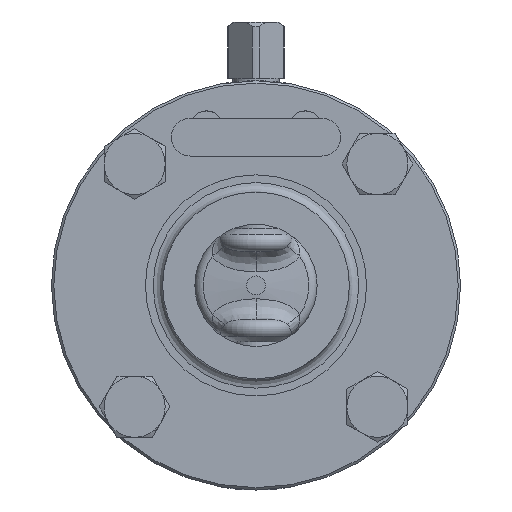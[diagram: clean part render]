
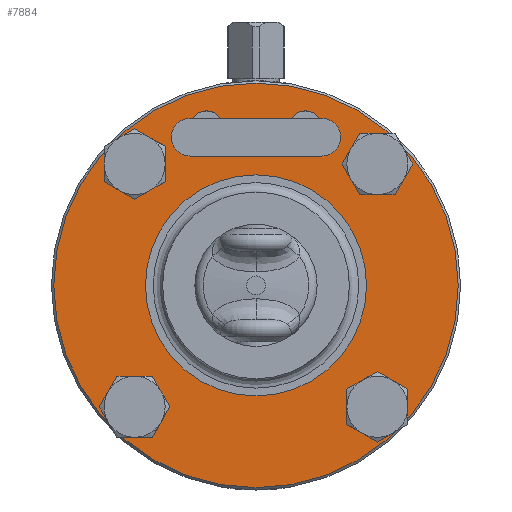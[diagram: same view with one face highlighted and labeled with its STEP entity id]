
A CAD part, left-side view. The second image highlights one B-rep face of the part: STEP entity #7884.
In plain terms, the highlighted planar face has unit normal (-1, 0, 0).
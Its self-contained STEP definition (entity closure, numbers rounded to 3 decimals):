
#367=CARTESIAN_POINT('',(-10.0,10.5,29.9));
#368=VERTEX_POINT('',#367);
#369=CARTESIAN_POINT('',(-10.0,10.5,33.5));
#370=DIRECTION('',(1.0,0.0,0.0));
#371=DIRECTION('',(0.0,0.0,-1.0));
#372=AXIS2_PLACEMENT_3D('',#369,#370,#371);
#373=CIRCLE('',#372,3.6);
#374=EDGE_CURVE('',#368,#368,#373,.T.);
#404=CARTESIAN_POINT('',(-10.0,-10.5,29.9));
#405=VERTEX_POINT('',#404);
#406=CARTESIAN_POINT('',(-10.0,-10.5,33.5));
#407=DIRECTION('',(1.0,0.0,0.0));
#408=DIRECTION('',(0.0,0.0,-1.0));
#409=AXIS2_PLACEMENT_3D('',#406,#407,#408);
#410=CIRCLE('',#409,3.6);
#411=EDGE_CURVE('',#405,#405,#410,.T.);
#1479=CARTESIAN_POINT('',(-10.,25.809,20.109));
#1480=VERTEX_POINT('',#1479);
#1481=CARTESIAN_POINT('',(-10.0,25.809,25.809));
#1482=DIRECTION('',(1.0,0.0,0.0));
#1483=DIRECTION('',(0.0,0.0,-1.0));
#1484=AXIS2_PLACEMENT_3D('',#1481,#1482,#1483);
#1485=CIRCLE('',#1484,5.7);
#1486=EDGE_CURVE('',#1480,#1480,#1485,.T.);
#2357=CARTESIAN_POINT('',(-10.,20.109,-25.809));
#2358=VERTEX_POINT('',#2357);
#2359=CARTESIAN_POINT('',(-10.0,25.809,-25.809));
#2360=DIRECTION('',(1.0,0.0,0.0));
#2361=DIRECTION('',(0.0,-1.0,0.0));
#2362=AXIS2_PLACEMENT_3D('',#2359,#2360,#2361);
#2363=CIRCLE('',#2362,5.7);
#2364=EDGE_CURVE('',#2358,#2358,#2363,.T.);
#3235=CARTESIAN_POINT('',(-10.,-25.809,-20.109));
#3236=VERTEX_POINT('',#3235);
#3237=CARTESIAN_POINT('',(-10.0,-25.809,-25.809));
#3238=DIRECTION('',(1.0,0.0,0.0));
#3239=DIRECTION('',(0.0,0.0,1.0));
#3240=AXIS2_PLACEMENT_3D('',#3237,#3238,#3239);
#3241=CIRCLE('',#3240,5.7);
#3242=EDGE_CURVE('',#3236,#3236,#3241,.T.);
#4113=CARTESIAN_POINT('',(-10.,-20.109,25.809));
#4114=VERTEX_POINT('',#4113);
#4115=CARTESIAN_POINT('',(-10.0,-25.809,25.809));
#4116=DIRECTION('',(1.0,0.0,0.0));
#4117=DIRECTION('',(0.0,1.0,0.0));
#4118=AXIS2_PLACEMENT_3D('',#4115,#4116,#4117);
#4119=CIRCLE('',#4118,5.7);
#4120=EDGE_CURVE('',#4114,#4114,#4119,.T.);
#7835=CARTESIAN_POINT('',(-10.0,-43.,0.));
#7836=VERTEX_POINT('',#7835);
#7837=CARTESIAN_POINT('',(-10.0,0.0,0.0));
#7838=DIRECTION('',(1.0,0.0,0.0));
#7839=DIRECTION('',(0.0,1.0,0.0));
#7840=AXIS2_PLACEMENT_3D('',#7837,#7838,#7839);
#7841=CIRCLE('',#7840,43.);
#7842=EDGE_CURVE('',#7836,#7836,#7841,.T.);
#7847=CARTESIAN_POINT('',(-10.0,-33.5,0.0));
#7848=DIRECTION('',(-1.0,0.0,0.0));
#7849=DIRECTION('',(0.0,0.0,-1.0));
#7850=AXIS2_PLACEMENT_3D('',#7847,#7848,#7849);
#7851=PLANE('',#7850);
#7852=ORIENTED_EDGE('',*,*,#7842,.F.);
#7853=EDGE_LOOP('',(#7852));
#7854=FACE_OUTER_BOUND('',#7853,.T.);
#7855=ORIENTED_EDGE('',*,*,#1486,.T.);
#7856=EDGE_LOOP('',(#7855));
#7857=FACE_BOUND('',#7856,.T.);
#7858=ORIENTED_EDGE('',*,*,#2364,.T.);
#7859=EDGE_LOOP('',(#7858));
#7860=FACE_BOUND('',#7859,.T.);
#7861=ORIENTED_EDGE('',*,*,#3242,.T.);
#7862=EDGE_LOOP('',(#7861));
#7863=FACE_BOUND('',#7862,.T.);
#7864=ORIENTED_EDGE('',*,*,#4120,.T.);
#7865=EDGE_LOOP('',(#7864));
#7866=FACE_BOUND('',#7865,.T.);
#7867=CARTESIAN_POINT('',(-10.,-23.5,0.0));
#7868=VERTEX_POINT('',#7867);
#7869=CARTESIAN_POINT('',(-10.,0.0,0.0));
#7870=DIRECTION('',(-1.0,0.0,0.0));
#7871=DIRECTION('',(0.0,-1.0,0.0));
#7872=AXIS2_PLACEMENT_3D('',#7869,#7870,#7871);
#7873=CIRCLE('',#7872,23.5);
#7874=EDGE_CURVE('',#7868,#7868,#7873,.T.);
#7875=ORIENTED_EDGE('',*,*,#7874,.F.);
#7876=EDGE_LOOP('',(#7875));
#7877=FACE_BOUND('',#7876,.T.);
#7878=ORIENTED_EDGE('',*,*,#411,.T.);
#7879=EDGE_LOOP('',(#7878));
#7880=FACE_BOUND('',#7879,.T.);
#7881=ORIENTED_EDGE('',*,*,#374,.T.);
#7882=EDGE_LOOP('',(#7881));
#7883=FACE_BOUND('',#7882,.T.);
#7884=ADVANCED_FACE('',(#7854,#7857,#7860,#7863,#7866,#7877,#7880,#7883),#7851,.T.);
